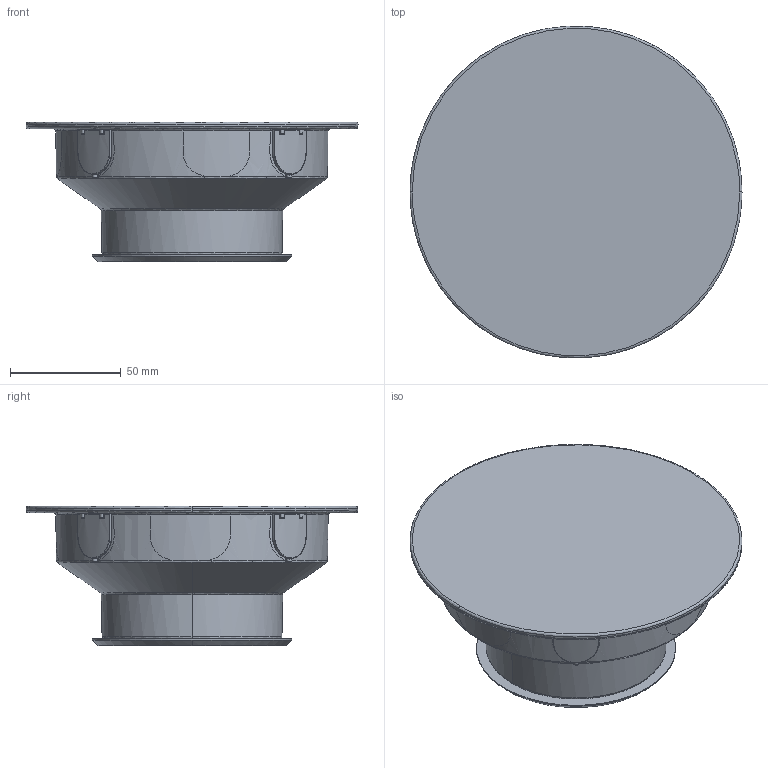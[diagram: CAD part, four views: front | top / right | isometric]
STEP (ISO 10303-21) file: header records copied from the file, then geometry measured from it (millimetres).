
FILE_DESCRIPTION(/* description */ (''),/* implementation_level */ '2;1');
FILE_NAME(/* name */ 'T4000600_EGO 90 WO FLAT TONDO',/* time_stamp */ '2018-02-06T14:57:05+01:00',/* author */ (''),/* organization */ (''),/* preprocessor_version */ 'ST-DEVELOPER v15',/* originating_system */ '',/* authorisation */ '');
FILE_SCHEMA (('CONFIG_CONTROL_DESIGN'));
Length unit declared in the file: millimetre
Products named in the file (1): Document
Bounding box: 149.96 x 149.77 x 63.1 mm (x, y, z)
Volume: 32979.3 mm3; surface area: 74650.3 mm2
Topology: 4 solids, 396 shells, 529 faces, 2411 edges, 2215 vertices
Faces by surface type: bspline 449, plane 80
Entity records: 37398 total; most frequent: CARTESIAN_POINT 26468, ORIENTED_EDGE 2800, EDGE_CURVE 2411, VERTEX_POINT 2215, B_SPLINE_CURVE_WITH_KNOTS 766, EDGE_LOOP 541, ADVANCED_FACE 529, FACE_OUTER_BOUND 529
